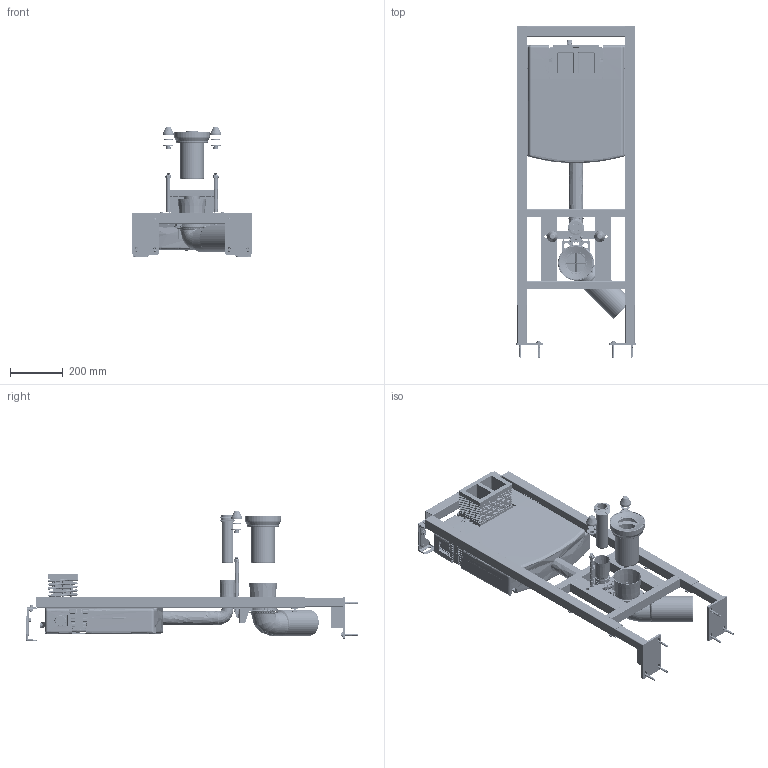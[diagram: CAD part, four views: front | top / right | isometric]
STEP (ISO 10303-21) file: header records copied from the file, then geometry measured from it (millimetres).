
FILE_DESCRIPTION((''),'2;1');
FILE_NAME('90_740_00_0001_ASM','2019-01-18T',('mberthel'),(''),'PRO/ENGINEER BY PARAMETRIC TECHNOLOGY CORPORATION, 2015030','PRO/ENGINEER BY PARAMETRIC TECHNOLOGY CORPORATION, 2015030','');
FILE_SCHEMA(('CONFIG_CONTROL_DESIGN'));
Length unit declared in the file: millimetre
Products named in the file (1): 90_740_00_0001_ASM
Bounding box: 453 x 1260.4 x 493.25 mm (x, y, z)
Surface area: 4090566.1 mm2 (no closed solid volume)
Topology: 0 solids, 488 shells, 7838 faces, 30542 edges, 22319 vertices
Faces by surface type: plane 3101, cylinder 2872, bspline 716, cone 622, torus 454, sphere 67, extrusion 6
Entity records: 452112 total; most frequent: CARTESIAN_POINT 181177, ORIENTED_EDGE 44261, DIRECTION 43462, EDGE_CURVE 30504, VERTEX_POINT 22318, VECTOR 15676, LINE 15670, AXIS2_PLACEMENT_3D 13893
